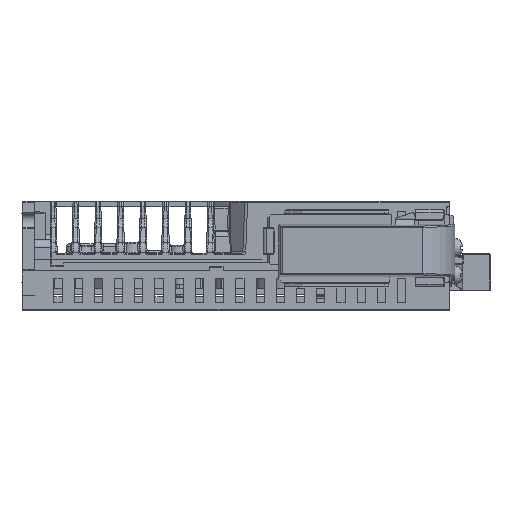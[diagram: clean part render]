
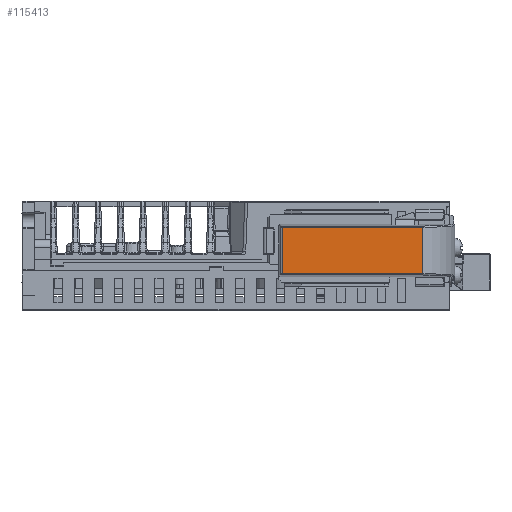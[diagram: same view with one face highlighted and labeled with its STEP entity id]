
A CAD part, left-side view. The second image highlights one B-rep face of the part: STEP entity #115413.
In plain terms, the highlighted planar face has unit normal (-1, 0, 0).
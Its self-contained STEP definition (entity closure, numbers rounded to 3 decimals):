
#27159=DIRECTION('',(0.,0.,1.));
#27160=VECTOR('',#27159,16.865);
#27161=CARTESIAN_POINT('',(-108.5,9.843,-11.933));
#27162=LINE('',#27161,#27160);
#27167=DIRECTION('',(0.,0.,-1.));
#27168=VECTOR('',#27167,16.865);
#27169=CARTESIAN_POINT('',(-108.5,61.033,4.933));
#27170=LINE('',#27169,#27168);
#27190=DIRECTION('',(0.,-1.,0.));
#27191=VECTOR('',#27190,51.19);
#27192=CARTESIAN_POINT('',(-108.5,61.033,-11.933));
#27193=LINE('',#27192,#27191);
#27276=DIRECTION('',(0.,1.,0.));
#27277=VECTOR('',#27276,51.19);
#27278=CARTESIAN_POINT('',(-108.5,9.843,4.933));
#27279=LINE('',#27278,#27277);
#44767=CARTESIAN_POINT('',(-108.5,61.033,-11.933));
#44768=VERTEX_POINT('',#44767);
#44769=CARTESIAN_POINT('',(-108.5,9.843,-11.933));
#44770=VERTEX_POINT('',#44769);
#44773=CARTESIAN_POINT('',(-108.5,9.843,4.933));
#44774=VERTEX_POINT('',#44773);
#44777=CARTESIAN_POINT('',(-108.5,61.033,4.933));
#44778=VERTEX_POINT('',#44777);
#115399=CARTESIAN_POINT('',(-108.5,35.438,-3.5));
#115400=DIRECTION('',(1.,0.,0.));
#115401=DIRECTION('',(0.,-1.,0.));
#115402=AXIS2_PLACEMENT_3D('',#115399,#115400,#115401);
#115403=PLANE('',#115402);
#115405=ORIENTED_EDGE('',*,*,#115404,.F.);
#115407=ORIENTED_EDGE('',*,*,#115406,.F.);
#115408=ORIENTED_EDGE('',*,*,#115382,.F.);
#115410=ORIENTED_EDGE('',*,*,#115409,.F.);
#115411=EDGE_LOOP('',(#115405,#115407,#115408,#115410));
#115412=FACE_OUTER_BOUND('',#115411,.F.);
#115413=ADVANCED_FACE('',(#115412),#115403,.F.);
#115382=EDGE_CURVE('',#44770,#44774,#27162,.T.);
#115404=EDGE_CURVE('',#44778,#44768,#27170,.T.);
#115406=EDGE_CURVE('',#44774,#44778,#27279,.T.);
#115409=EDGE_CURVE('',#44768,#44770,#27193,.T.);
